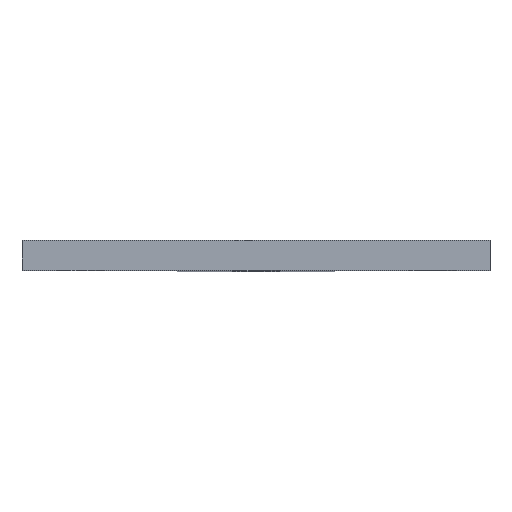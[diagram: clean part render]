
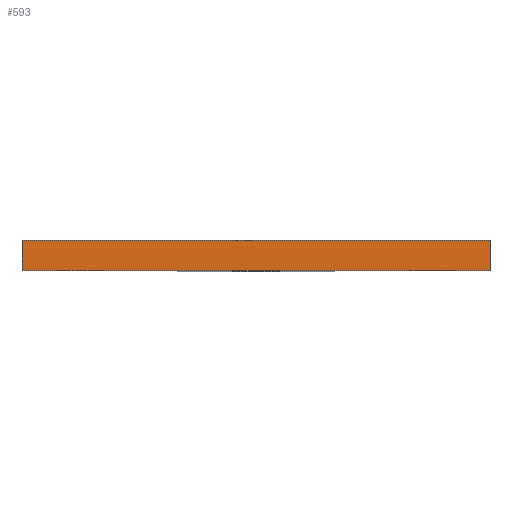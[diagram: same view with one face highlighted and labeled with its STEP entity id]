
A CAD part, top view. The second image highlights one B-rep face of the part: STEP entity #593.
In plain terms, the highlighted planar face has unit normal (0, 0, 1).
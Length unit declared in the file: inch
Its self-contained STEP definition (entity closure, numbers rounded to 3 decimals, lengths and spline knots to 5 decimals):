
#3 = EDGE_CURVE ( 'NONE', #442, #170, #509, .T. ) ;
#19 = AXIS2_PLACEMENT_3D ( 'NONE', #322, #80, #507 ) ;
#58 = VECTOR ( 'NONE', #425, 39.37008 ) ;
#80 = DIRECTION ( 'NONE',  ( 0., 0., 1. ) ) ;
#85 = VECTOR ( 'NONE', #141, 39.37008 ) ;
#98 = VECTOR ( 'NONE', #648, 39.37008 ) ;
#104 = VECTOR ( 'NONE', #317, 39.37008 ) ;
#107 = ORIENTED_EDGE ( 'NONE', *, *, #3, .F. ) ;
#126 = VERTEX_POINT ( 'NONE', #660 ) ;
#141 = DIRECTION ( 'NONE',  ( 1., 0., 0. ) ) ;
#170 = VERTEX_POINT ( 'NONE', #596 ) ;
#257 = PLANE ( 'NONE',  #19 ) ;
#266 = LINE ( 'NONE', #651, #85 ) ;
#282 = CARTESIAN_POINT ( 'NONE',  ( 0.70533, 0., 0.2375 ) ) ;
#304 = CARTESIAN_POINT ( 'NONE',  ( -0.70533, 0., 0.2375 ) ) ;
#317 = DIRECTION ( 'NONE',  ( 1., 0., 0. ) ) ;
#322 = CARTESIAN_POINT ( 'NONE',  ( 0., 0., 0.2375 ) ) ;
#333 = CARTESIAN_POINT ( 'NONE',  ( 0.70533, 0., 0.2375 ) ) ;
#350 = EDGE_CURVE ( 'NONE', #704, #126, #544, .T. ) ;
#412 = EDGE_LOOP ( 'NONE', ( #474, #107, #582, #738 ) ) ;
#425 = DIRECTION ( 'NONE',  ( 0., 1., 0. ) ) ;
#442 = VERTEX_POINT ( 'NONE', #304 ) ;
#474 = ORIENTED_EDGE ( 'NONE', *, *, #690, .F. ) ;
#507 = DIRECTION ( 'NONE',  ( 1., 0., 0. ) ) ;
#509 = LINE ( 'NONE', #766, #98 ) ;
#529 = LINE ( 'NONE', #569, #104 ) ;
#544 = LINE ( 'NONE', #282, #58 ) ;
#568 = EDGE_CURVE ( 'NONE', #442, #704, #529, .T. ) ;
#569 = CARTESIAN_POINT ( 'NONE',  ( 0., 0., 0.2375 ) ) ;
#582 = ORIENTED_EDGE ( 'NONE', *, *, #568, .T. ) ;
#593 = ADVANCED_FACE ( 'NONE', ( #804 ), #257, .T. ) ;
#596 = CARTESIAN_POINT ( 'NONE',  ( -0.70533, 0.09, 0.2375 ) ) ;
#648 = DIRECTION ( 'NONE',  ( 0., 1., 0. ) ) ;
#651 = CARTESIAN_POINT ( 'NONE',  ( 0., 0.09, 0.2375 ) ) ;
#660 = CARTESIAN_POINT ( 'NONE',  ( 0.70533, 0.09, 0.2375 ) ) ;
#690 = EDGE_CURVE ( 'NONE', #170, #126, #266, .T. ) ;
#704 = VERTEX_POINT ( 'NONE', #333 ) ;
#738 = ORIENTED_EDGE ( 'NONE', *, *, #350, .T. ) ;
#766 = CARTESIAN_POINT ( 'NONE',  ( -0.70533, 0., 0.2375 ) ) ;
#804 = FACE_OUTER_BOUND ( 'NONE', #412, .T. ) ;
